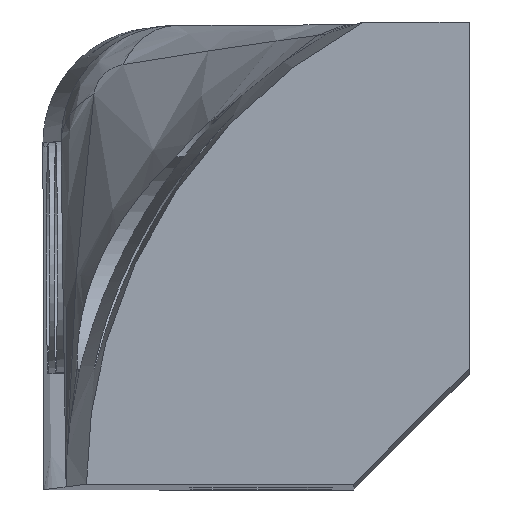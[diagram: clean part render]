
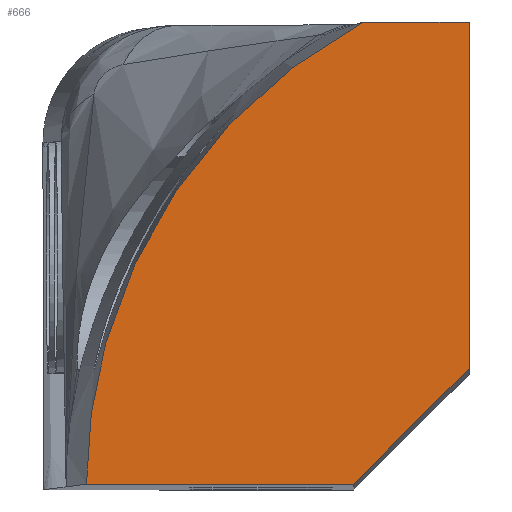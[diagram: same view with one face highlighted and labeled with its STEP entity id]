
A CAD part, top view. The second image highlights one B-rep face of the part: STEP entity #666.
In plain terms, the highlighted planar face has unit normal (0, 0, 1).
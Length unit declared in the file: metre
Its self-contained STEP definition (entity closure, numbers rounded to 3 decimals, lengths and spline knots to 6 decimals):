
#60=PLANE('',#745);
#69=ELLIPSE('',#714,0.02267,0.022668);
#78=LINE('',#1175,#95);
#80=LINE('',#1196,#97);
#85=LINE('',#1213,#102);
#87=LINE('',#1307,#104);
#95=VECTOR('',#802,1.);
#97=VECTOR('',#818,1.);
#102=VECTOR('',#831,1.);
#104=VECTOR('',#869,1.);
#175=ORIENTED_EDGE('',*,*,#313,.T.);
#176=ORIENTED_EDGE('',*,*,#331,.T.);
#177=ORIENTED_EDGE('',*,*,#305,.T.);
#178=ORIENTED_EDGE('',*,*,#296,.F.);
#179=ORIENTED_EDGE('',*,*,#284,.F.);
#284=EDGE_CURVE('',#369,#370,#69,.F.);
#296=EDGE_CURVE('',#370,#379,#78,.T.);
#305=EDGE_CURVE('',#387,#379,#80,.T.);
#313=EDGE_CURVE('',#369,#394,#85,.T.);
#331=EDGE_CURVE('',#394,#387,#87,.T.);
#369=VERTEX_POINT('',#1016);
#370=VERTEX_POINT('',#1017);
#379=VERTEX_POINT('',#1176);
#387=VERTEX_POINT('',#1197);
#394=VERTEX_POINT('',#1212);
#494=EDGE_LOOP('',(#175,#176,#177,#178,#179));
#581=FACE_BOUND('',#494,.T.);
#666=ADVANCED_FACE('',(#581),#60,.T.);
#714=AXIS2_PLACEMENT_3D('',#1015,#795,#796);
#745=AXIS2_PLACEMENT_3D('',#1306,#867,#868);
#795=DIRECTION('',(0.,0.,1.));
#796=DIRECTION('',(-1.,0.,0.));
#802=DIRECTION('',(1.,0.,0.));
#818=DIRECTION('',(0.,1.,0.));
#831=DIRECTION('',(1.,0.,0.));
#867=DIRECTION('',(0.,0.,1.));
#868=DIRECTION('',(0.,-1.,0.));
#869=DIRECTION('',(0.707,0.707,0.));
#1015=CARTESIAN_POINT('',(-0.003887,-0.01,0.144474));
#1016=CARTESIAN_POINT('',(-0.026557,-0.01,0.144474));
#1017=CARTESIAN_POINT('',(-0.014557,0.01,0.144474));
#1175=CARTESIAN_POINT('',(0.,0.01,0.144474));
#1176=CARTESIAN_POINT('',(-0.01,0.01,0.144474));
#1196=CARTESIAN_POINT('',(-0.01,-0.010002,0.144474));
#1197=CARTESIAN_POINT('',(-0.01,-0.005,0.144474));
#1212=CARTESIAN_POINT('',(-0.015,-0.01,0.144474));
#1213=CARTESIAN_POINT('',(0.,-0.01,0.144474));
#1306=CARTESIAN_POINT('',(0.,-0.017,0.144474));
#1307=CARTESIAN_POINT('',(-0.011,-0.006,0.144474));
